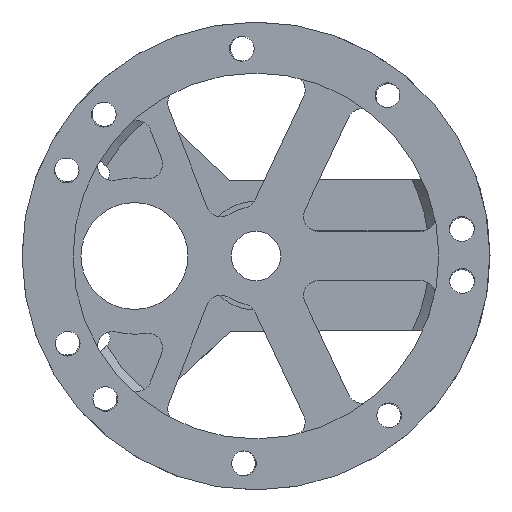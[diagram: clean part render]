
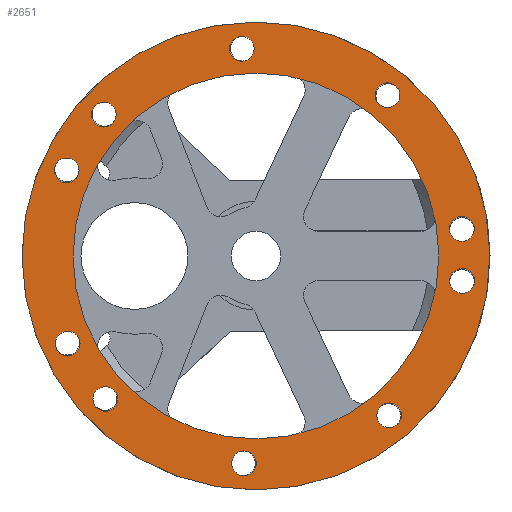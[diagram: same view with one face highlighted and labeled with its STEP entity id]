
A CAD part, front view. The second image highlights one B-rep face of the part: STEP entity #2651.
In plain terms, the highlighted face is planar.
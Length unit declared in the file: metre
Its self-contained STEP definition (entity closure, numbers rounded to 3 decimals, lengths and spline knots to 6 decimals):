
#739=ORIENTED_EDGE('',*,*,#1325,.T.);
#740=ORIENTED_EDGE('',*,*,#1326,.T.);
#741=ORIENTED_EDGE('',*,*,#1327,.T.);
#742=ORIENTED_EDGE('',*,*,#1328,.T.);
#743=ORIENTED_EDGE('',*,*,#1329,.T.);
#744=ORIENTED_EDGE('',*,*,#1330,.T.);
#745=ORIENTED_EDGE('',*,*,#1331,.T.);
#746=ORIENTED_EDGE('',*,*,#1332,.T.);
#747=ORIENTED_EDGE('',*,*,#1333,.T.);
#748=ORIENTED_EDGE('',*,*,#1334,.T.);
#749=ORIENTED_EDGE('',*,*,#1335,.T.);
#750=ORIENTED_EDGE('',*,*,#1336,.T.);
#1325=EDGE_CURVE('',#1651,#1651,#1901,.T.);
#1326=EDGE_CURVE('',#1652,#1652,#1902,.T.);
#1327=EDGE_CURVE('',#1653,#1653,#1903,.T.);
#1328=EDGE_CURVE('',#1654,#1654,#1904,.T.);
#1329=EDGE_CURVE('',#1655,#1655,#1905,.T.);
#1330=EDGE_CURVE('',#1656,#1656,#1906,.T.);
#1331=EDGE_CURVE('',#1657,#1657,#1907,.T.);
#1332=EDGE_CURVE('',#1658,#1658,#1908,.T.);
#1333=EDGE_CURVE('',#1659,#1659,#1909,.T.);
#1334=EDGE_CURVE('',#1660,#1660,#1910,.T.);
#1335=EDGE_CURVE('',#1661,#1661,#1911,.T.);
#1336=EDGE_CURVE('',#1662,#1662,#1912,.T.);
#1651=VERTEX_POINT('',#4366);
#1652=VERTEX_POINT('',#4368);
#1653=VERTEX_POINT('',#4370);
#1654=VERTEX_POINT('',#4372);
#1655=VERTEX_POINT('',#4374);
#1656=VERTEX_POINT('',#4376);
#1657=VERTEX_POINT('',#4378);
#1658=VERTEX_POINT('',#4380);
#1659=VERTEX_POINT('',#4382);
#1660=VERTEX_POINT('',#4384);
#1661=VERTEX_POINT('',#4386);
#1662=VERTEX_POINT('',#4388);
#1901=CIRCLE('',#2938,0.03695);
#1902=CIRCLE('',#2939,0.0025);
#1903=CIRCLE('',#2940,0.0025);
#1904=CIRCLE('',#2941,0.0025);
#1905=CIRCLE('',#2942,0.0025);
#1906=CIRCLE('',#2943,0.0025);
#1907=CIRCLE('',#2944,0.0025);
#1908=CIRCLE('',#2945,0.0025);
#1909=CIRCLE('',#2946,0.0025);
#1910=CIRCLE('',#2947,0.0025);
#1911=CIRCLE('',#2948,0.0025);
#1912=CIRCLE('',#2949,0.04725);
#2133=EDGE_LOOP('',(#739));
#2134=EDGE_LOOP('',(#740));
#2135=EDGE_LOOP('',(#741));
#2136=EDGE_LOOP('',(#742));
#2137=EDGE_LOOP('',(#743));
#2138=EDGE_LOOP('',(#744));
#2139=EDGE_LOOP('',(#745));
#2140=EDGE_LOOP('',(#746));
#2141=EDGE_LOOP('',(#747));
#2142=EDGE_LOOP('',(#748));
#2143=EDGE_LOOP('',(#749));
#2144=EDGE_LOOP('',(#750));
#2401=FACE_BOUND('',#2133,.T.);
#2402=FACE_BOUND('',#2134,.T.);
#2403=FACE_BOUND('',#2135,.T.);
#2404=FACE_BOUND('',#2136,.T.);
#2405=FACE_BOUND('',#2137,.T.);
#2406=FACE_BOUND('',#2138,.T.);
#2407=FACE_BOUND('',#2139,.T.);
#2408=FACE_BOUND('',#2140,.T.);
#2409=FACE_BOUND('',#2141,.T.);
#2410=FACE_BOUND('',#2142,.T.);
#2411=FACE_BOUND('',#2143,.T.);
#2412=FACE_BOUND('',#2144,.T.);
#2566=PLANE('',#2937);
#2651=ADVANCED_FACE('',(#2401,#2402,#2403,#2404,#2405,#2406,#2407,#2408,
#2409,#2410,#2411,#2412),#2566,.T.);
#2937=AXIS2_PLACEMENT_3D('',#4364,#3520,#3521);
#2938=AXIS2_PLACEMENT_3D('',#4365,#3522,#3523);
#2939=AXIS2_PLACEMENT_3D('',#4367,#3524,#3525);
#2940=AXIS2_PLACEMENT_3D('',#4369,#3526,#3527);
#2941=AXIS2_PLACEMENT_3D('',#4371,#3528,#3529);
#2942=AXIS2_PLACEMENT_3D('',#4373,#3530,#3531);
#2943=AXIS2_PLACEMENT_3D('',#4375,#3532,#3533);
#2944=AXIS2_PLACEMENT_3D('',#4377,#3534,#3535);
#2945=AXIS2_PLACEMENT_3D('',#4379,#3536,#3537);
#2946=AXIS2_PLACEMENT_3D('',#4381,#3538,#3539);
#2947=AXIS2_PLACEMENT_3D('',#4383,#3540,#3541);
#2948=AXIS2_PLACEMENT_3D('',#4385,#3542,#3543);
#2949=AXIS2_PLACEMENT_3D('',#4387,#3544,#3545);
#3520=DIRECTION('',(0.,1.,0.));
#3521=DIRECTION('',(0.,0.,1.));
#3522=DIRECTION('',(0.,-1.,0.));
#3523=DIRECTION('',(1.,0.,0.));
#3524=DIRECTION('',(0.,-1.,0.));
#3525=DIRECTION('',(1.,0.,0.));
#3526=DIRECTION('',(0.,-1.,0.));
#3527=DIRECTION('',(1.,0.,0.));
#3528=DIRECTION('',(0.,-1.,0.));
#3529=DIRECTION('',(1.,0.,0.));
#3530=DIRECTION('',(0.,-1.,0.));
#3531=DIRECTION('',(1.,0.,0.));
#3532=DIRECTION('',(0.,-1.,0.));
#3533=DIRECTION('',(1.,0.,0.));
#3534=DIRECTION('',(0.,-1.,0.));
#3535=DIRECTION('',(1.,0.,0.));
#3536=DIRECTION('',(0.,-1.,0.));
#3537=DIRECTION('',(1.,0.,0.));
#3538=DIRECTION('',(0.,-1.,0.));
#3539=DIRECTION('',(1.,0.,0.));
#3540=DIRECTION('',(0.,-1.,0.));
#3541=DIRECTION('',(1.,0.,0.));
#3542=DIRECTION('',(0.,-1.,0.));
#3543=DIRECTION('',(1.,0.,0.));
#3544=DIRECTION('',(0.,1.,0.));
#3545=DIRECTION('',(-1.,0.,0.));
#4364=CARTESIAN_POINT('',(0.,0.003,0.));
#4365=CARTESIAN_POINT('',(0.,0.003,0.));
#4366=CARTESIAN_POINT('',(0.03695,0.003,0.));
#4367=CARTESIAN_POINT('',(-0.038125,0.003,0.0175));
#4368=CARTESIAN_POINT('',(-0.035625,0.003,0.0175));
#4369=CARTESIAN_POINT('',(-0.002634,0.003,0.041867));
#4370=CARTESIAN_POINT('',(-0.000134,0.003,0.041867));
#4371=CARTESIAN_POINT('',(0.041619,0.003,0.005258));
#4372=CARTESIAN_POINT('',(0.044119,0.003,0.005258));
#4373=CARTESIAN_POINT('',(0.041619,0.003,-0.005258));
#4374=CARTESIAN_POINT('',(0.044119,0.003,-0.005258));
#4375=CARTESIAN_POINT('',(0.02674,0.003,0.032323));
#4376=CARTESIAN_POINT('',(0.02924,0.003,0.032323));
#4377=CARTESIAN_POINT('',(-0.038125,0.003,-0.0175));
#4378=CARTESIAN_POINT('',(-0.035625,0.003,-0.0175));
#4379=CARTESIAN_POINT('',(-0.002634,0.003,-0.041867));
#4380=CARTESIAN_POINT('',(-0.000134,0.003,-0.041867));
#4381=CARTESIAN_POINT('',(-0.03058,0.003,0.028717));
#4382=CARTESIAN_POINT('',(-0.02808,0.003,0.028717));
#4383=CARTESIAN_POINT('',(-0.03058,0.003,-0.028717));
#4384=CARTESIAN_POINT('',(-0.02808,0.003,-0.028717));
#4385=CARTESIAN_POINT('',(0.02674,0.003,-0.032323));
#4386=CARTESIAN_POINT('',(0.02924,0.003,-0.032323));
#4387=CARTESIAN_POINT('',(0.,0.003,0.));
#4388=CARTESIAN_POINT('',(-0.04725,0.003,0.));
